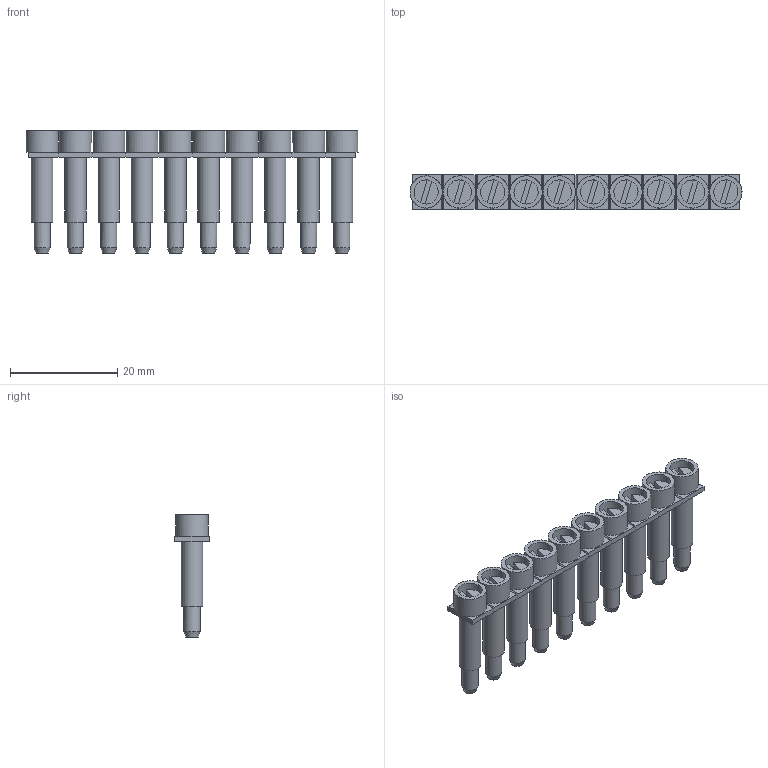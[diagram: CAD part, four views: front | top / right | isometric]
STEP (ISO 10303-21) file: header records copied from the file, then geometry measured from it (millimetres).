
FILE_DESCRIPTION(/* description */ ('Unknown'),/* implementation_level */ '2;1');
FILE_NAME(/* name */ 'JSSB-10-06_BPN',/* time_stamp */ '2024-05-30T12:50:59-03:00',/* author */ ('Unknown'),/* organization */ ('Unknown'),/* preprocessor_version */ 'ST-DEVELOPER v16.7',/* originating_system */ 'Solid Edge',/* authorisation */ 'Unknown');
FILE_SCHEMA (('AUTOMOTIVE_DESIGN {1 0 10303 214 3 1 1}'));
Length unit declared in the file: millimetre
Products named in the file (1): JSSB-10-06_BPN
Bounding box: 61.8 x 6.4 x 22.8 mm (x, y, z)
Volume: 3140.2 mm3; surface area: 4030.9 mm2
Topology: 1 solids, 1 shells, 220 faces, 524 edges, 336 vertices
Faces by surface type: plane 170, cylinder 40, cone 10
Full cylindrical faces by diameter (mm): 3 x10, 4 x10, 4.5 x10, 6 x10
Entity records: 7363 total; most frequent: DIRECTION 1036, CARTESIAN_POINT 971, ORIENTED_EDGE 888, EDGE_CURVE 444, AXIS2_PLACEMENT_3D 371, VERTEX_POINT 306, EDGE_LOOP 300, FACE_BOUND 300
